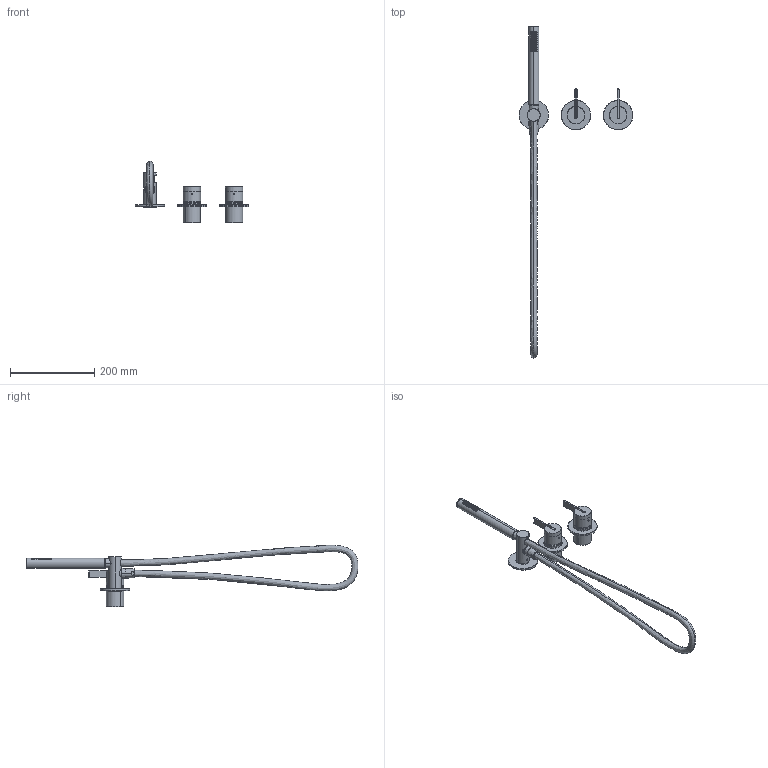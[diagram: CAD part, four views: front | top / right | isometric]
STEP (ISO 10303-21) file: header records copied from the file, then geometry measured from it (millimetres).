
FILE_DESCRIPTION (( 'STEP AP214' ), '1' );
FILE_NAME ('Z35.0023 3D.STEP', '2023-11-08T12:03:38', ( '' ), ( '' ), 'SwSTEP 2.0', 'SolidWorks 2022', '' );
FILE_SCHEMA (( 'AUTOMOTIVE_DESIGN' ));
Length unit declared in the file: millimetre
Products named in the file (13): 0039.006.00.STEP.STEP; Z35.S_CORTE; 0041.001.00.STEP.STEP; 0039.015.00.STEP.STEP; Z35.0023.STEP; C35.0023.STEP.STEP; Z35.0023 3D; 0046.000.03.STEP.STEP; Z35.S_CORTE.STEP; 0044.000.25.STEP.STEP; CHUVEIRO MAO.STEP.STEP; 0057.001.00.STEP.STEP; 010901800900
Assembly tree (13 placements, depth 4):
  Z35.0023 3D
    Z35.0023.STEP
      C35.0023.STEP.STEP
        0044.000.25.STEP.STEP
        0046.000.03.STEP.STEP
        0039.006.00.STEP.STEP
        0039.015.00.STEP.STEP  x2
        0057.001.00.STEP.STEP
        0041.001.00.STEP.STEP
        CHUVEIRO MAO.STEP.STEP
      Z35.S_CORTE.STEP
    Z35.S_CORTE
    010901800900
Bounding box: 269.92 x 787.55 x 145.61 mm (x, y, z)
Volume: 429782 mm3; surface area: 175069 mm2
Topology: 14 solids, 14 shells, 995 faces, 2444 edges, 1549 vertices
Faces by surface type: cylinder 329, bspline 305, plane 152, cone 135, torus 66, sphere 8
Entity records: 77633 total; most frequent: CARTESIAN_POINT 54567, ORIENTED_EDGE 4736, DIRECTION 3448, EDGE_CURVE 2368, VERTEX_POINT 1515, AXIS2_PLACEMENT_3D 1478, EDGE_LOOP 1095, B_SPLINE_CURVE_WITH_KNOTS 1061
